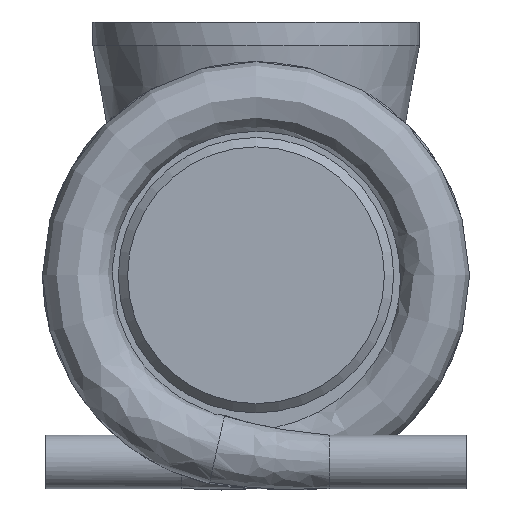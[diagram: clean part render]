
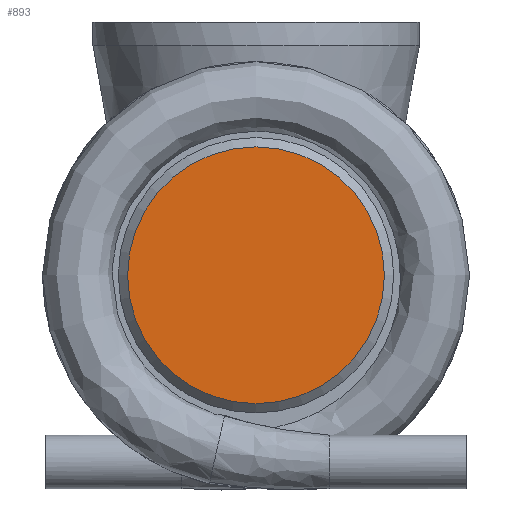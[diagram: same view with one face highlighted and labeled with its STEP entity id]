
A CAD part, left-side view. The second image highlights one B-rep face of the part: STEP entity #893.
In plain terms, the highlighted face is planar.
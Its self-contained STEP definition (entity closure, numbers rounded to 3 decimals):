
#146=PLANE('',#939);
#310=ORIENTED_EDGE('',*,*,#397,.F.);
#397=EDGE_CURVE('',#453,#453,#467,.T.);
#453=VERTEX_POINT('',#3834);
#467=CIRCLE('',#940,2.75);
#514=EDGE_LOOP('',(#310));
#564=FACE_BOUND('',#514,.T.);
#893=ADVANCED_FACE('',(#564),#146,.F.);
#939=AXIS2_PLACEMENT_3D('',#3832,#1035,#1036);
#940=AXIS2_PLACEMENT_3D('',#3833,#1037,#1038);
#1035=DIRECTION('',(0.,1.,0.));
#1036=DIRECTION('',(0.,0.,1.));
#1037=DIRECTION('',(0.,1.,0.));
#1038=DIRECTION('',(0.,0.,1.));
#3832=CARTESIAN_POINT('',(0.,-9.05,0.));
#3833=CARTESIAN_POINT('',(0.,-9.05,0.));
#3834=CARTESIAN_POINT('',(0.,-9.05,2.75));
